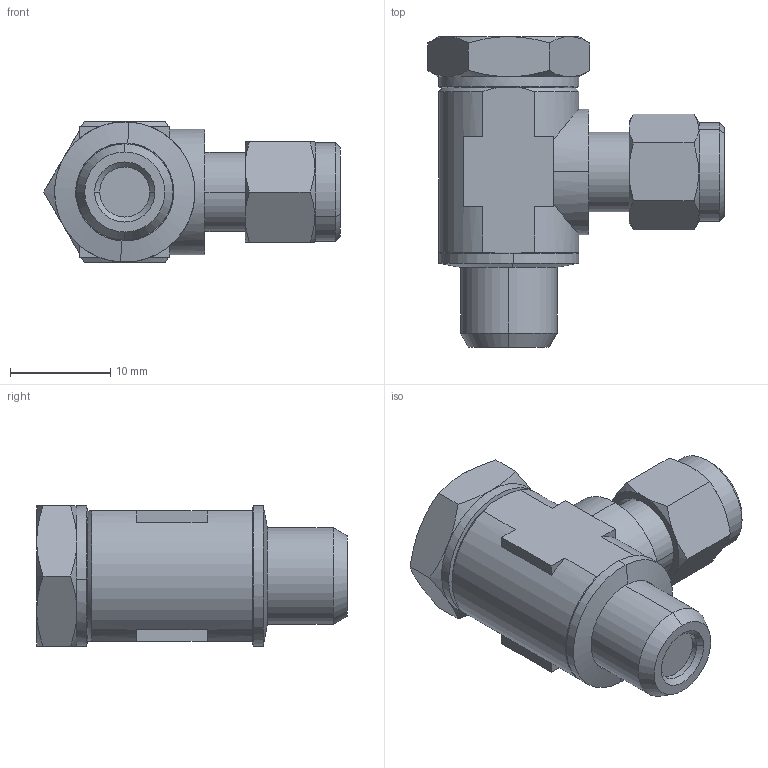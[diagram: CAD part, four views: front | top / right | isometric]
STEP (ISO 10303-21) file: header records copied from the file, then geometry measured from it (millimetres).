
FILE_DESCRIPTION (( 'STEP AP214' ), '1' );
FILE_NAME ('1055000001.step', '2013-02-25T17:18:07', ( '' ), ( '' ), 'SwSTEP 2.0', 'SolidWorks 2012', '' );
FILE_SCHEMA (( 'AUTOMOTIVE_DESIGN' ));
Length unit declared in the file: millimetre
Products named in the file (1): 1055000001
Bounding box: 29.58 x 31 x 14 mm (x, y, z)
Volume: 5267.8 mm3; surface area: 2264.1 mm2
Topology: 1 solids, 2 shells, 127 faces, 324 edges, 204 vertices
Faces by surface type: cone 48, plane 40, cylinder 39
Entity records: 5529 total; most frequent: CARTESIAN_POINT 1054, ORIENTED_EDGE 648, DIRECTION 642, EDGE_CURVE 324, AXIS2_PLACEMENT_3D 264, VERTEX_POINT 204, CIRCLE 136, EDGE_LOOP 132
